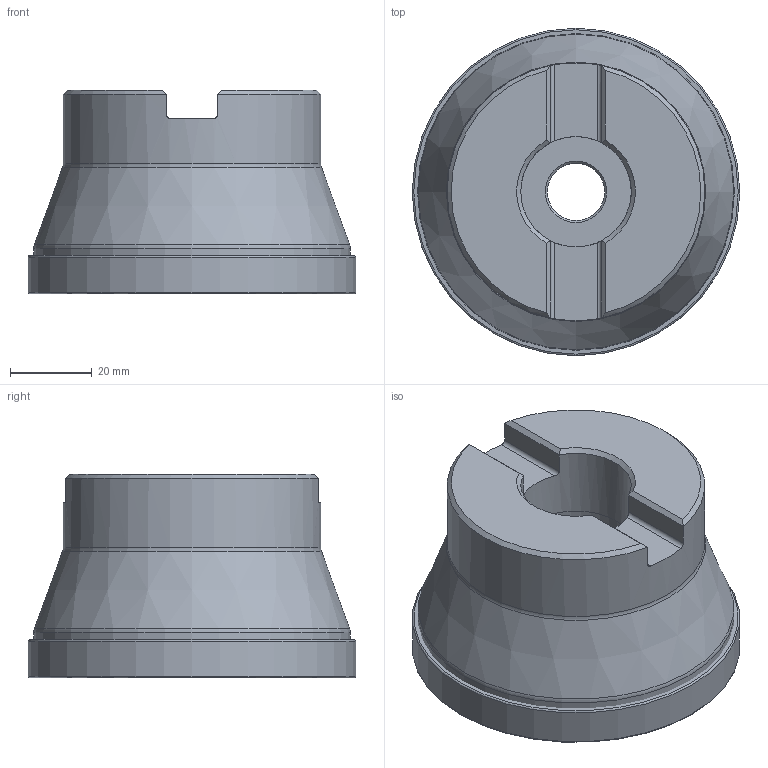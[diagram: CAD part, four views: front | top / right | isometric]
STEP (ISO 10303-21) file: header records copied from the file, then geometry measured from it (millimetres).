
FILE_DESCRIPTION(/* description */ (''),/* implementation_level */ '2;1');
FILE_NAME(/* name */ '80A09R_S90SO09_C_115010189ndi000_00_SIM.stp',/* time_stamp */ '2020-01-21T10:11:34+01:00',/* author */ (''),/* organization */ (''),/* preprocessor_version */ 'ST-DEVELOPER v16.7',/* originating_system */ 'SIEMENS PLM Software NX 12.0',/* authorisation */ '');
FILE_SCHEMA (('AUTOMOTIVE_DESIGN { 1 0 10303 214 3 1 1 1 }'));
Length unit declared in the file: millimetre
Products named in the file (1): wq7058A4722Dg96n
Bounding box: 80.02 x 80.02 x 49.82 mm (x, y, z)
Volume: 165492.2 mm3; surface area: 30775 mm2
Topology: 2 solids, 2 shells, 48 faces, 112 edges, 67 vertices
Faces by surface type: plane 15, cylinder 10, cone 9, revolution 8, torus 6
Full cylindrical faces by diameter (mm): 14 x1, 27 x1, 28 x1, 38 x1, 63 x1, 77.4 x1
Entity records: 1413 total; most frequent: CARTESIAN_POINT 431, DIRECTION 192, ORIENTED_EDGE 158, AXIS2_PLACEMENT_3D 80, EDGE_CURVE 79, EDGE_LOOP 76, VERTEX_POINT 59, FACE_BOUND 56
